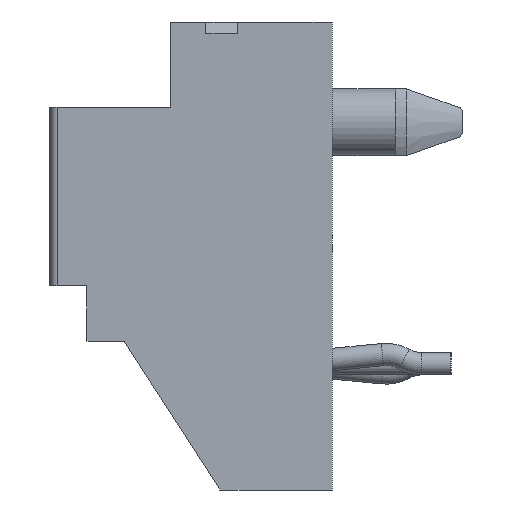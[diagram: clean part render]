
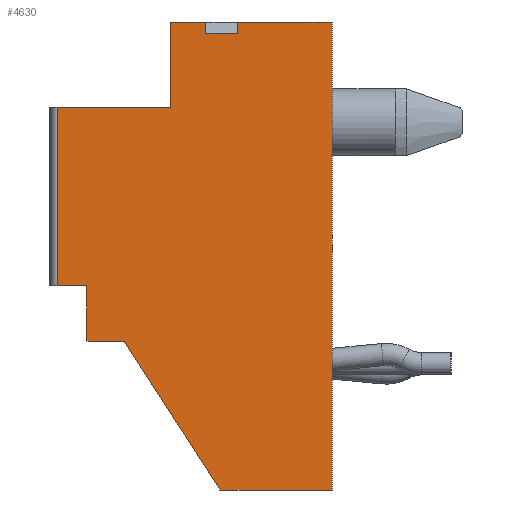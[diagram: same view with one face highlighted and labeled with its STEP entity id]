
A CAD part, left-side view. The second image highlights one B-rep face of the part: STEP entity #4630.
In plain terms, the highlighted planar face has unit normal (-1, 0, 0).
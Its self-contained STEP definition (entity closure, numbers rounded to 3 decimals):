
#51=DIRECTION('',(0.,1.,0.));
#52=VECTOR('',#51,3.05);
#53=CARTESIAN_POINT('',(-11.25,0.4,-2.3));
#54=LINE('',#53,#52);
#757=DIRECTION('',(0.,1.,0.));
#758=VECTOR('',#757,2.55);
#759=CARTESIAN_POINT('',(-11.25,-3.95,0.));
#760=LINE('',#759,#758);
#977=DIRECTION('',(0.,0.,-1.));
#978=VECTOR('',#977,4.8);
#979=CARTESIAN_POINT('',(-11.25,3.45,-2.3));
#980=LINE('',#979,#978);
#981=DIRECTION('',(0.,0.,1.));
#982=VECTOR('',#981,2.3);
#983=CARTESIAN_POINT('',(-11.25,0.4,-2.3));
#984=LINE('',#983,#982);
#985=DIRECTION('',(0.,-1.,0.));
#986=VECTOR('',#985,0.95);
#987=CARTESIAN_POINT('',(-11.25,0.4,0.));
#988=LINE('',#987,#986);
#989=DIRECTION('',(0.,0.,-1.));
#990=VECTOR('',#989,0.3);
#991=CARTESIAN_POINT('',(-11.25,-0.55,0.));
#992=LINE('',#991,#990);
#993=DIRECTION('',(0.,-1.,0.));
#994=VECTOR('',#993,0.85);
#995=CARTESIAN_POINT('',(-11.25,-0.55,-0.3));
#996=LINE('',#995,#994);
#997=DIRECTION('',(0.,0.,1.));
#998=VECTOR('',#997,0.3);
#999=CARTESIAN_POINT('',(-11.25,-1.4,-0.3));
#1000=LINE('',#999,#998);
#1001=DIRECTION('',(0.,0.,1.));
#1002=VECTOR('',#1001,12.6);
#1003=CARTESIAN_POINT('',(-11.25,-3.95,-12.6));
#1004=LINE('',#1003,#1002);
#1005=DIRECTION('',(0.,-1.,0.));
#1006=VECTOR('',#1005,3.02);
#1007=CARTESIAN_POINT('',(-11.25,-0.93,-12.6));
#1008=LINE('',#1007,#1006);
#1009=DIRECTION('',(0.,-0.542,-0.84));
#1010=VECTOR('',#1009,4.76);
#1011=CARTESIAN_POINT('',(-11.25,1.65,-8.6));
#1012=LINE('',#1011,#1010);
#1013=DIRECTION('',(0.,0.,1.));
#1014=VECTOR('',#1013,1.5);
#1015=CARTESIAN_POINT('',(-11.25,2.65,-8.6));
#1016=LINE('',#1015,#1014);
#1017=DIRECTION('',(0.,-1.,0.));
#1018=VECTOR('',#1017,0.8);
#1019=CARTESIAN_POINT('',(-11.25,3.45,-7.1));
#1020=LINE('',#1019,#1018);
#1331=DIRECTION('',(0.,-1.,0.));
#1332=VECTOR('',#1331,1.);
#1333=CARTESIAN_POINT('',(-11.25,2.65,-8.6));
#1334=LINE('',#1333,#1332);
#2706=CARTESIAN_POINT('',(-11.25,-0.93,-12.6));
#2707=CARTESIAN_POINT('',(-11.25,-3.95,-12.6));
#2708=VERTEX_POINT('',#2706);
#2709=VERTEX_POINT('',#2707);
#2710=CARTESIAN_POINT('',(-11.25,-3.95,0.));
#2711=VERTEX_POINT('',#2710);
#2718=CARTESIAN_POINT('',(-11.25,0.4,-2.3));
#2719=CARTESIAN_POINT('',(-11.25,0.4,0.));
#2720=VERTEX_POINT('',#2718);
#2721=VERTEX_POINT('',#2719);
#2726=CARTESIAN_POINT('',(-11.25,2.65,-8.6));
#2728=VERTEX_POINT('',#2726);
#2756=CARTESIAN_POINT('',(-11.25,2.65,-7.1));
#2757=VERTEX_POINT('',#2756);
#2786=CARTESIAN_POINT('',(-11.25,1.65,-8.6));
#2787=VERTEX_POINT('',#2786);
#2888=CARTESIAN_POINT('',(-11.25,3.45,-2.3));
#2889=VERTEX_POINT('',#2888);
#2890=CARTESIAN_POINT('',(-11.25,3.45,-7.1));
#2891=VERTEX_POINT('',#2890);
#3056=CARTESIAN_POINT('',(-11.25,-0.55,0.));
#3057=VERTEX_POINT('',#3056);
#3058=CARTESIAN_POINT('',(-11.25,-0.55,-0.3));
#3059=VERTEX_POINT('',#3058);
#3060=CARTESIAN_POINT('',(-11.25,-1.4,-0.3));
#3061=VERTEX_POINT('',#3060);
#3062=CARTESIAN_POINT('',(-11.25,-1.4,0.));
#3063=VERTEX_POINT('',#3062);
#4601=CARTESIAN_POINT('',(-11.25,0.,0.));
#4602=DIRECTION('',(-1.,0.,0.));
#4603=DIRECTION('',(0.,0.,1.));
#4604=AXIS2_PLACEMENT_3D('',#4601,#4602,#4603);
#4605=PLANE('',#4604);
#4607=ORIENTED_EDGE('',*,*,#4606,.F.);
#4608=ORIENTED_EDGE('',*,*,#3475,.F.);
#4609=ORIENTED_EDGE('',*,*,#3430,.T.);
#4610=ORIENTED_EDGE('',*,*,#4241,.T.);
#4611=ORIENTED_EDGE('',*,*,#4467,.T.);
#4613=ORIENTED_EDGE('',*,*,#4612,.T.);
#4614=ORIENTED_EDGE('',*,*,#4553,.T.);
#4615=ORIENTED_EDGE('',*,*,#4225,.F.);
#4617=ORIENTED_EDGE('',*,*,#4616,.F.);
#4619=ORIENTED_EDGE('',*,*,#4618,.F.);
#4621=ORIENTED_EDGE('',*,*,#4620,.F.);
#4623=ORIENTED_EDGE('',*,*,#4622,.F.);
#4625=ORIENTED_EDGE('',*,*,#4624,.T.);
#4627=ORIENTED_EDGE('',*,*,#4626,.F.);
#4628=EDGE_LOOP('',(#4607,#4608,#4609,#4610,#4611,#4613,#4614,#4615,#4617,#4619,
#4621,#4623,#4625,#4627));
#4629=FACE_OUTER_BOUND('',#4628,.F.);
#3430=EDGE_CURVE('',#2720,#2721,#984,.T.);
#3475=EDGE_CURVE('',#2720,#2889,#54,.T.);
#4225=EDGE_CURVE('',#2711,#3063,#760,.T.);
#4241=EDGE_CURVE('',#2721,#3057,#988,.T.);
#4467=EDGE_CURVE('',#3057,#3059,#992,.T.);
#4553=EDGE_CURVE('',#3061,#3063,#1000,.T.);
#4606=EDGE_CURVE('',#2889,#2891,#980,.T.);
#4612=EDGE_CURVE('',#3059,#3061,#996,.T.);
#4616=EDGE_CURVE('',#2709,#2711,#1004,.T.);
#4618=EDGE_CURVE('',#2708,#2709,#1008,.T.);
#4620=EDGE_CURVE('',#2787,#2708,#1012,.T.);
#4622=EDGE_CURVE('',#2728,#2787,#1334,.T.);
#4624=EDGE_CURVE('',#2728,#2757,#1016,.T.);
#4626=EDGE_CURVE('',#2891,#2757,#1020,.T.);
#4630=ADVANCED_FACE('',(#4629),#4605,.T.);
